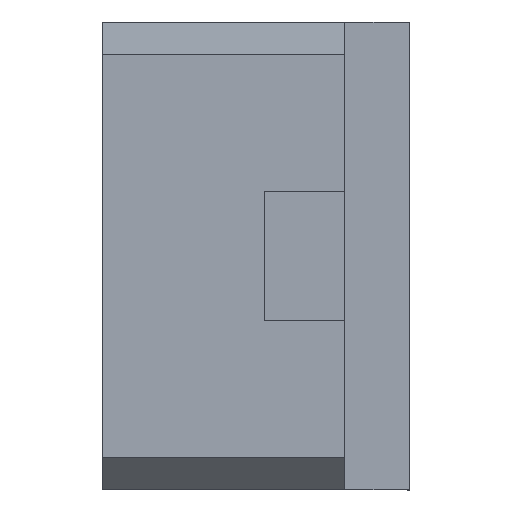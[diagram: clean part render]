
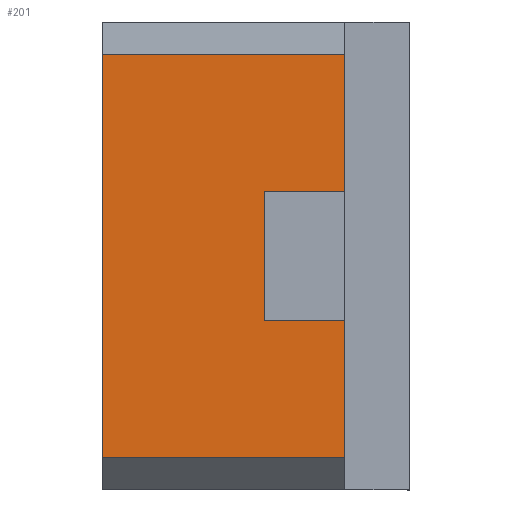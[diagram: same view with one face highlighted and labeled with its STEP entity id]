
A CAD part, left-side view. The second image highlights one B-rep face of the part: STEP entity #201.
In plain terms, the highlighted planar face has unit normal (-1, 0, 0).
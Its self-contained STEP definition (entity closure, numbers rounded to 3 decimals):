
#33 = CARTESIAN_POINT ( 'NONE',  ( -3.8, -0.5, 0.4 ) ) ;
#39 = ORIENTED_EDGE ( 'NONE', *, *, #40, .T. ) ;
#40 = EDGE_CURVE ( 'NONE', #401, #924, #50, .T. ) ;
#50 = LINE ( 'NONE', #536, #486 ) ;
#76 = LINE ( 'NONE', #896, #825 ) ;
#88 = CARTESIAN_POINT ( 'NONE',  ( -3.8, 0., -0.4 ) ) ;
#91 = EDGE_CURVE ( 'NONE', #184, #477, #772, .T. ) ;
#108 = DIRECTION ( 'NONE',  ( 0., 0., 1. ) ) ;
#111 = DIRECTION ( 'NONE',  ( 0., 0., -1. ) ) ;
#152 = VECTOR ( 'NONE', #108, 1000. ) ;
#163 = DIRECTION ( 'NONE',  ( 0., -1., 0. ) ) ;
#171 = AXIS2_PLACEMENT_3D ( 'NONE', #460, #1063, #400 ) ;
#175 = CARTESIAN_POINT ( 'NONE',  ( -3.8, -9., -1.25 ) ) ;
#184 = VERTEX_POINT ( 'NONE', #983 ) ;
#197 = EDGE_CURVE ( 'NONE', #342, #466, #76, .T. ) ;
#201 = ADVANCED_FACE ( 'NONE', ( #978 ), #739, .F. ) ;
#219 = DIRECTION ( 'NONE',  ( 0., 0., 1. ) ) ;
#226 = VECTOR ( 'NONE', #698, 1000. ) ;
#319 = EDGE_CURVE ( 'NONE', #466, #829, #546, .T. ) ;
#340 = EDGE_CURVE ( 'NONE', #924, #955, #657, .T. ) ;
#342 = VERTEX_POINT ( 'NONE', #33 ) ;
#359 = CARTESIAN_POINT ( 'NONE',  ( -3.8, 0., 0.4 ) ) ;
#379 = CARTESIAN_POINT ( 'NONE',  ( -3.8, 0., 0.4 ) ) ;
#400 = DIRECTION ( 'NONE',  ( 0., 0., -1. ) ) ;
#401 = VERTEX_POINT ( 'NONE', #778 ) ;
#435 = LINE ( 'NONE', #175, #702 ) ;
#436 = ORIENTED_EDGE ( 'NONE', *, *, #658, .T. ) ;
#460 = CARTESIAN_POINT ( 'NONE',  ( -3.8, 0., 0. ) ) ;
#466 = VERTEX_POINT ( 'NONE', #379 ) ;
#477 = VERTEX_POINT ( 'NONE', #970 ) ;
#481 = DIRECTION ( 'NONE',  ( 0., 1., 0. ) ) ;
#486 = VECTOR ( 'NONE', #628, 1000. ) ;
#499 = DIRECTION ( 'NONE',  ( 0., 1., 0. ) ) ;
#514 = ORIENTED_EDGE ( 'NONE', *, *, #340, .T. ) ;
#526 = CARTESIAN_POINT ( 'NONE',  ( -3.8, 1., -1.45 ) ) ;
#527 = ORIENTED_EDGE ( 'NONE', *, *, #319, .F. ) ;
#536 = CARTESIAN_POINT ( 'NONE',  ( -3.8, -9., 1.25 ) ) ;
#546 = LINE ( 'NONE', #359, #226 ) ;
#579 = VECTOR ( 'NONE', #163, 1000. ) ;
#603 = CARTESIAN_POINT ( 'NONE',  ( -3.8, 1., 1.25 ) ) ;
#605 = VECTOR ( 'NONE', #111, 1000. ) ;
#607 = CARTESIAN_POINT ( 'NONE',  ( -3.8, 1., -1.25 ) ) ;
#628 = DIRECTION ( 'NONE',  ( 0., 1., 0. ) ) ;
#650 = ORIENTED_EDGE ( 'NONE', *, *, #892, .F. ) ;
#657 = LINE ( 'NONE', #526, #605 ) ;
#658 = EDGE_CURVE ( 'NONE', #342, #401, #1057, .T. ) ;
#674 = CARTESIAN_POINT ( 'NONE',  ( -3.8, -0.5, 0. ) ) ;
#683 = CARTESIAN_POINT ( 'NONE',  ( -3.8, 0., -0.4 ) ) ;
#698 = DIRECTION ( 'NONE',  ( 0., 0., -1. ) ) ;
#699 = LINE ( 'NONE', #88, #579 ) ;
#702 = VECTOR ( 'NONE', #499, 1000. ) ;
#716 = ORIENTED_EDGE ( 'NONE', *, *, #1015, .F. ) ;
#739 = PLANE ( 'NONE',  #171 ) ;
#746 = VECTOR ( 'NONE', #219, 1000. ) ;
#772 = LINE ( 'NONE', #674, #152 ) ;
#778 = CARTESIAN_POINT ( 'NONE',  ( -3.8, -0.5, 1.25 ) ) ;
#825 = VECTOR ( 'NONE', #481, 1000. ) ;
#829 = VERTEX_POINT ( 'NONE', #683 ) ;
#892 = EDGE_CURVE ( 'NONE', #184, #955, #435, .T. ) ;
#895 = CARTESIAN_POINT ( 'NONE',  ( -3.8, -0.5, 0. ) ) ;
#896 = CARTESIAN_POINT ( 'NONE',  ( -3.8, 0., 0.4 ) ) ;
#924 = VERTEX_POINT ( 'NONE', #603 ) ;
#951 = EDGE_LOOP ( 'NONE', ( #514, #650, #957, #716, #527, #952, #436, #39 ) ) ;
#952 = ORIENTED_EDGE ( 'NONE', *, *, #197, .F. ) ;
#955 = VERTEX_POINT ( 'NONE', #607 ) ;
#957 = ORIENTED_EDGE ( 'NONE', *, *, #91, .T. ) ;
#970 = CARTESIAN_POINT ( 'NONE',  ( -3.8, -0.5, -0.4 ) ) ;
#978 = FACE_OUTER_BOUND ( 'NONE', #951, .T. ) ;
#983 = CARTESIAN_POINT ( 'NONE',  ( -3.8, -0.5, -1.25 ) ) ;
#1015 = EDGE_CURVE ( 'NONE', #829, #477, #699, .T. ) ;
#1057 = LINE ( 'NONE', #895, #746 ) ;
#1063 = DIRECTION ( 'NONE',  ( 1., 0., 0. ) ) ;
